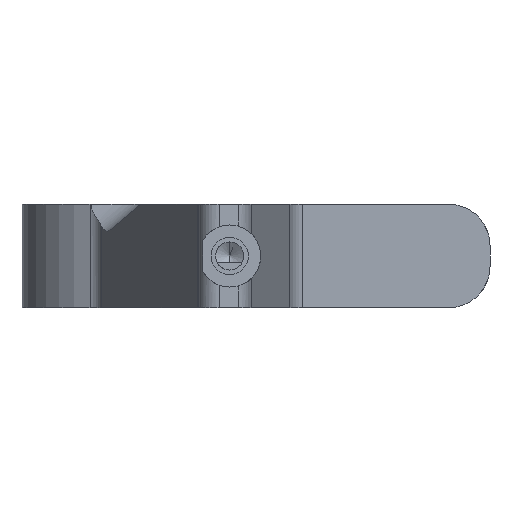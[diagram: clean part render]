
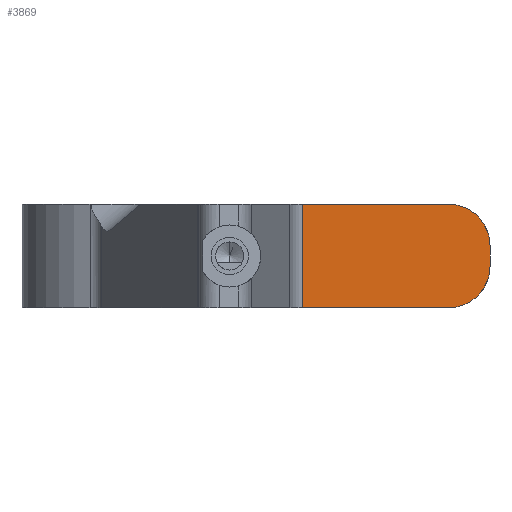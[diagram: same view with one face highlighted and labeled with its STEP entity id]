
A CAD part, left-side view. The second image highlights one B-rep face of the part: STEP entity #3869.
In plain terms, the highlighted planar face has unit normal (-1, 0, 0).
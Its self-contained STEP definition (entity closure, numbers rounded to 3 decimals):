
#44 = LINE ( 'NONE', #2590, #4130 ) ;
#131 = EDGE_LOOP ( 'NONE', ( #3587, #2220, #1453, #2057, #3179, #3655 ) ) ;
#149 = CARTESIAN_POINT ( 'NONE',  ( -125., 45.26, 25. ) ) ;
#168 = VERTEX_POINT ( 'NONE', #2457 ) ;
#261 = CARTESIAN_POINT ( 'NONE',  ( -125., 0., 25. ) ) ;
#283 = EDGE_CURVE ( 'NONE', #2875, #3029, #2668, .T. ) ;
#308 = DIRECTION ( 'NONE',  ( 0., -1., 0. ) ) ;
#330 = DIRECTION ( 'NONE',  ( 0., 0., 1. ) ) ;
#355 = CARTESIAN_POINT ( 'NONE',  ( -125., 0., 25. ) ) ;
#356 = LINE ( 'NONE', #2241, #2809 ) ;
#480 = VECTOR ( 'NONE', #2496, 1000. ) ;
#519 = AXIS2_PLACEMENT_3D ( 'NONE', #4187, #2225, #308 ) ;
#589 = DIRECTION ( 'NONE',  ( 1., 0., 0. ) ) ;
#610 = DIRECTION ( 'NONE',  ( 0., 0., -1. ) ) ;
#617 = VERTEX_POINT ( 'NONE', #1810 ) ;
#660 = CARTESIAN_POINT ( 'NONE',  ( -125., 0., 15. ) ) ;
#673 = DIRECTION ( 'NONE',  ( 0., 1., 0. ) ) ;
#680 = DIRECTION ( 'NONE',  ( 1., 0., 0. ) ) ;
#733 = EDGE_CURVE ( 'NONE', #4043, #2875, #2859, .T. ) ;
#796 = EDGE_CURVE ( 'NONE', #3029, #168, #3430, .T. ) ;
#958 = VECTOR ( 'NONE', #610, 1000. ) ;
#1304 = PLANE ( 'NONE',  #3335 ) ;
#1438 = LINE ( 'NONE', #261, #480 ) ;
#1453 = ORIENTED_EDGE ( 'NONE', *, *, #2279, .T. ) ;
#1521 = EDGE_CURVE ( 'NONE', #617, #3534, #356, .T. ) ;
#1810 = CARTESIAN_POINT ( 'NONE',  ( -125., 45.26, 0. ) ) ;
#2057 = ORIENTED_EDGE ( 'NONE', *, *, #1521, .F. ) ;
#2151 = EDGE_CURVE ( 'NONE', #168, #617, #44, .T. ) ;
#2220 = ORIENTED_EDGE ( 'NONE', *, *, #733, .F. ) ;
#2225 = DIRECTION ( 'NONE',  ( 1., 0., 0. ) ) ;
#2241 = CARTESIAN_POINT ( 'NONE',  ( -125., 45.26, 25. ) ) ;
#2279 = EDGE_CURVE ( 'NONE', #4043, #3534, #1438, .T. ) ;
#2457 = CARTESIAN_POINT ( 'NONE',  ( -125., 10., 0. ) ) ;
#2496 = DIRECTION ( 'NONE',  ( 0., 1., 0. ) ) ;
#2500 = CARTESIAN_POINT ( 'NONE',  ( -125., 10., 15. ) ) ;
#2590 = CARTESIAN_POINT ( 'NONE',  ( -125., 0., 0. ) ) ;
#2668 = LINE ( 'NONE', #2845, #958 ) ;
#2809 = VECTOR ( 'NONE', #330, 1000. ) ;
#2836 = DIRECTION ( 'NONE',  ( 0., -1., 0. ) ) ;
#2845 = CARTESIAN_POINT ( 'NONE',  ( -125., 0., 25. ) ) ;
#2859 = CIRCLE ( 'NONE', #3410, 10. ) ;
#2875 = VERTEX_POINT ( 'NONE', #660 ) ;
#2915 = DIRECTION ( 'NONE',  ( 0., -1., 0. ) ) ;
#3016 = FACE_OUTER_BOUND ( 'NONE', #131, .T. ) ;
#3029 = VERTEX_POINT ( 'NONE', #3347 ) ;
#3179 = ORIENTED_EDGE ( 'NONE', *, *, #2151, .F. ) ;
#3283 = CARTESIAN_POINT ( 'NONE',  ( -125., 10., 25. ) ) ;
#3335 = AXIS2_PLACEMENT_3D ( 'NONE', #355, #680, #2915 ) ;
#3347 = CARTESIAN_POINT ( 'NONE',  ( -125., 0., 10. ) ) ;
#3410 = AXIS2_PLACEMENT_3D ( 'NONE', #2500, #589, #2836 ) ;
#3430 = CIRCLE ( 'NONE', #519, 10. ) ;
#3534 = VERTEX_POINT ( 'NONE', #149 ) ;
#3587 = ORIENTED_EDGE ( 'NONE', *, *, #283, .F. ) ;
#3655 = ORIENTED_EDGE ( 'NONE', *, *, #796, .F. ) ;
#3869 = ADVANCED_FACE ( 'NONE', ( #3016 ), #1304, .F. ) ;
#4043 = VERTEX_POINT ( 'NONE', #3283 ) ;
#4130 = VECTOR ( 'NONE', #673, 1000. ) ;
#4187 = CARTESIAN_POINT ( 'NONE',  ( -125., 10., 10. ) ) ;
